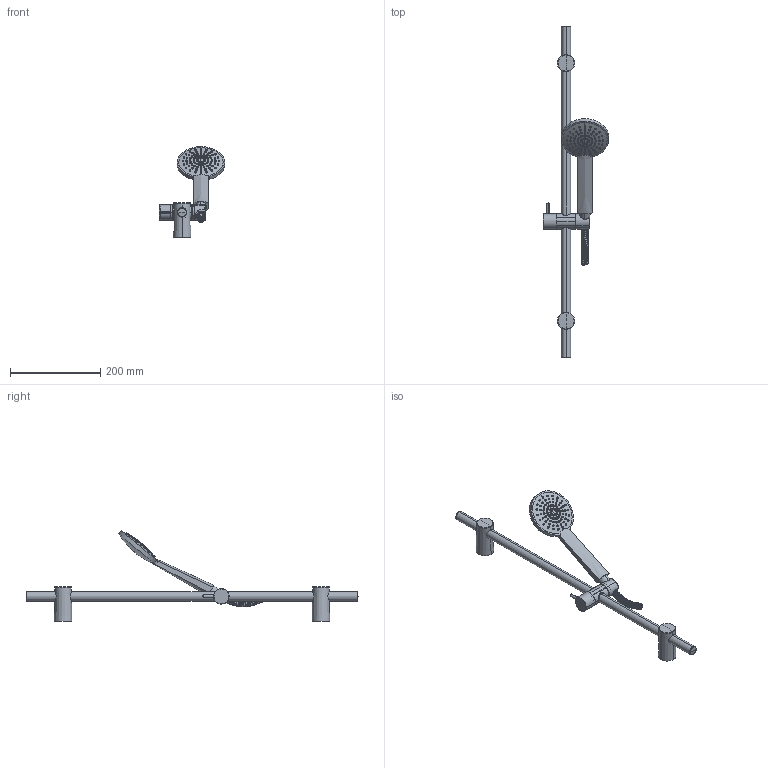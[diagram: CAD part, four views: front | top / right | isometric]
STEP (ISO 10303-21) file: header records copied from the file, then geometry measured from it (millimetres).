
FILE_DESCRIPTION((''),'2;1');
FILE_NAME('ZSAL195CR','2021-11-15T13:00:47',('ut3'),('PAFFONI SpA'),'CREO PARAMETRIC BY PTC INC, 2020044','CREO PARAMETRIC BY PTC INC, 2020044','');
FILE_SCHEMA(('CONFIG_CONTROL_DESIGN','SHAPE_APPEARANCE_LAYERS_GROUPS'));
Products named in the file (1): ZSAL195CR
Bounding box: 144.6 x 734 x 200.01 mm (x, y, z)
Volume: 602146.4 mm3; surface area: 178985.1 mm2
Topology: 5 solids, 5 shells, 769 faces, 1959 edges, 1261 vertices
Faces by surface type: cylinder 347, plane 161, sphere 112, bspline 93, torus 32, cone 24
Entity records: 64865 total; most frequent: CARTESIAN_POINT 44499, ORIENTED_EDGE 3860, DIRECTION 2952, EDGE_CURVE 1930, VERTEX_POINT 1260, AXIS2_PLACEMENT_3D 1129, EDGE_LOOP 886, B_SPLINE_CURVE_WITH_KNOTS 783
